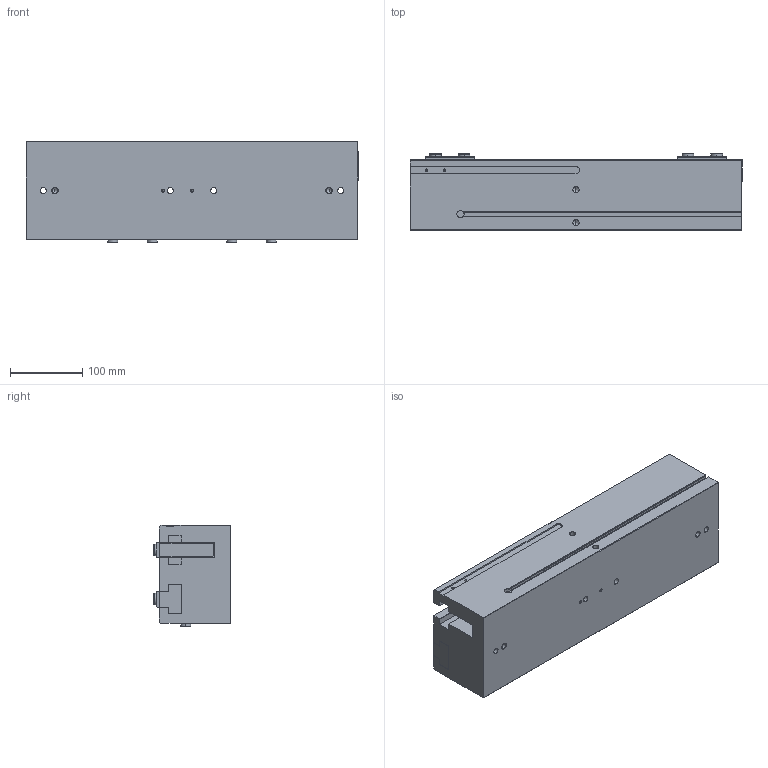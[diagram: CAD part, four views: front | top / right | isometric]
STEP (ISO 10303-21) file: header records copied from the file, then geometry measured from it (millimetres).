
FILE_DESCRIPTION (( 'STEP AP214' ), '1' );
FILE_NAME ('PLG 60-200.STEP', '2022-10-13T13:35:00', ( '' ), ( '' ), 'SwSTEP 2.0', 'SolidWorks 2022', '' );
FILE_SCHEMA (( 'AUTOMOTIVE_DESIGN' ));
Length unit declared in the file: millimetre
Products named in the file (5): Corpo_7; PLG 60-200; Boccola 14_2; Boccola 16_2; Griffa_2
Assembly tree (11 placements, depth 2):
  PLG 60-200
    Corpo_7
    Griffa_2  x2
    Boccola 16_2  x4
    Boccola 14_2  x4
Bounding box: 460 x 105.8 x 140 mm (x, y, z)
Volume: 5270948.3 mm3; surface area: 475592.5 mm2
Topology: 11 solids, 11 shells, 349 faces, 859 edges, 528 vertices
Faces by surface type: plane 161, cylinder 104, cone 52, bspline 32
Entity records: 9630 total; most frequent: CARTESIAN_POINT 1320, DIRECTION 1195, ORIENTED_EDGE 1118, EDGE_CURVE 559, AXIS2_PLACEMENT_3D 411, VECTOR 373, LINE 373, VERTEX_POINT 360
